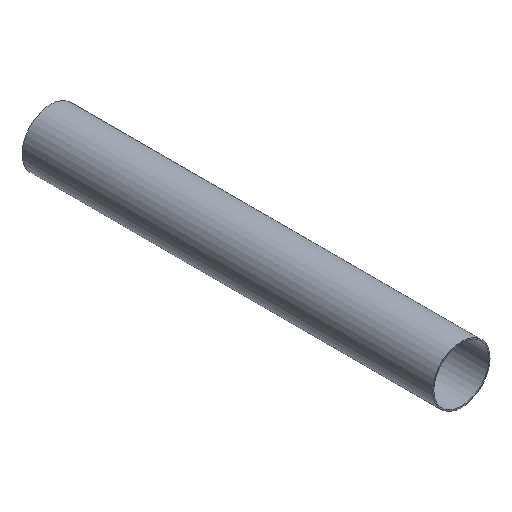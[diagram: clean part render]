
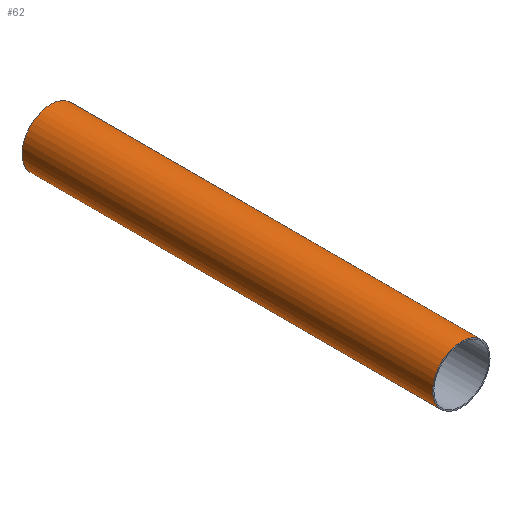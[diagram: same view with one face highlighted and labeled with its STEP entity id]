
A CAD part, isometric view. The second image highlights one B-rep face of the part: STEP entity #62.
In plain terms, the highlighted cylindrical face has radius 16.802 mm (diameter 33.604 mm), a full revolution.
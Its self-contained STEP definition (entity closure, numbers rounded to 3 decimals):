
#15=LINE('',#116,#17);
#17=VECTOR('',#99,16.802);
#19=CYLINDRICAL_SURFACE('',#82,16.802);
#24=FACE_OUTER_BOUND('',#29,.T.);
#29=EDGE_LOOP('',(#49,#50,#51,#52));
#33=CIRCLE('',#80,16.802);
#35=CIRCLE('',#83,16.802);
#37=VERTEX_POINT('',#109);
#39=VERTEX_POINT('',#114);
#41=EDGE_CURVE('',#37,#37,#33,.T.);
#43=EDGE_CURVE('',#39,#39,#35,.T.);
#44=EDGE_CURVE('',#39,#37,#15,.T.);
#49=ORIENTED_EDGE('',*,*,#43,.F.);
#50=ORIENTED_EDGE('',*,*,#44,.T.);
#51=ORIENTED_EDGE('',*,*,#41,.T.);
#52=ORIENTED_EDGE('',*,*,#44,.F.);
#62=ADVANCED_FACE('',(#24),#19,.T.);
#80=AXIS2_PLACEMENT_3D('',#110,#91,#92);
#82=AXIS2_PLACEMENT_3D('',#113,#95,#96);
#83=AXIS2_PLACEMENT_3D('',#115,#97,#98);
#91=DIRECTION('center_axis',(0.,1.,0.));
#92=DIRECTION('ref_axis',(1.,0.,0.));
#95=DIRECTION('center_axis',(0.,1.,0.));
#96=DIRECTION('ref_axis',(0.,0.,1.));
#97=DIRECTION('center_axis',(0.,1.,0.));
#98=DIRECTION('ref_axis',(1.,0.,0.));
#99=DIRECTION('',(0.,-1.,0.));
#109=CARTESIAN_POINT('',(0.,0.,-16.802));
#110=CARTESIAN_POINT('Origin',(0.,0.,0.));
#113=CARTESIAN_POINT('Origin',(0.,120.5,0.));
#114=CARTESIAN_POINT('',(0.,241.,-16.802));
#115=CARTESIAN_POINT('Origin',(0.,241.,0.));
#116=CARTESIAN_POINT('',(0.,120.5,-16.802));
